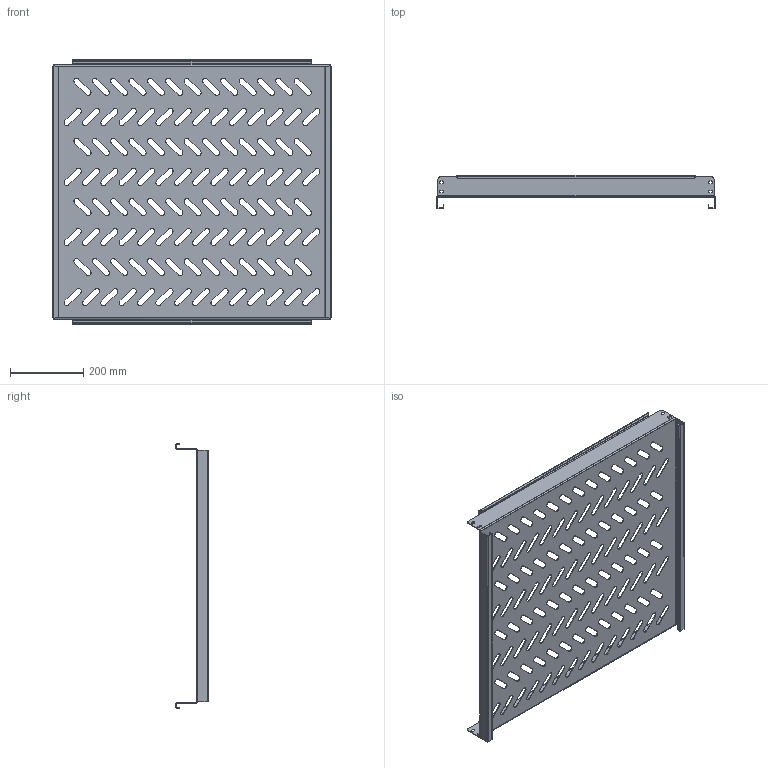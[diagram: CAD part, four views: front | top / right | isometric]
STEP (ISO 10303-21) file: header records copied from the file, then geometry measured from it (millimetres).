
FILE_DESCRIPTION (( 'STEP AP214' ), '1' );
FILE_NAME ('945.388.STEP', '2024-09-25T11:15:59', ( '' ), ( '' ), 'SwSTEP 2.0', 'SolidWorks 2021', '' );
FILE_SCHEMA (( 'AUTOMOTIVE_DESIGN' ));
Length unit declared in the file: millimetre
Products named in the file (1): 945.388
Bounding box: 760 x 90 x 720 mm (x, y, z)
Volume: 1229058.7 mm3; surface area: 1265980.5 mm2
Topology: 1 solids, 1 shells, 702 faces, 2012 edges, 1312 vertices
Faces by surface type: cylinder 384, plane 310, bspline 8
Entity records: 23994 total; most frequent: CARTESIAN_POINT 4527, DIRECTION 4130, ORIENTED_EDGE 4024, EDGE_CURVE 2012, AXIS2_PLACEMENT_3D 1463, VERTEX_POINT 1312, VECTOR 1204, LINE 1204
